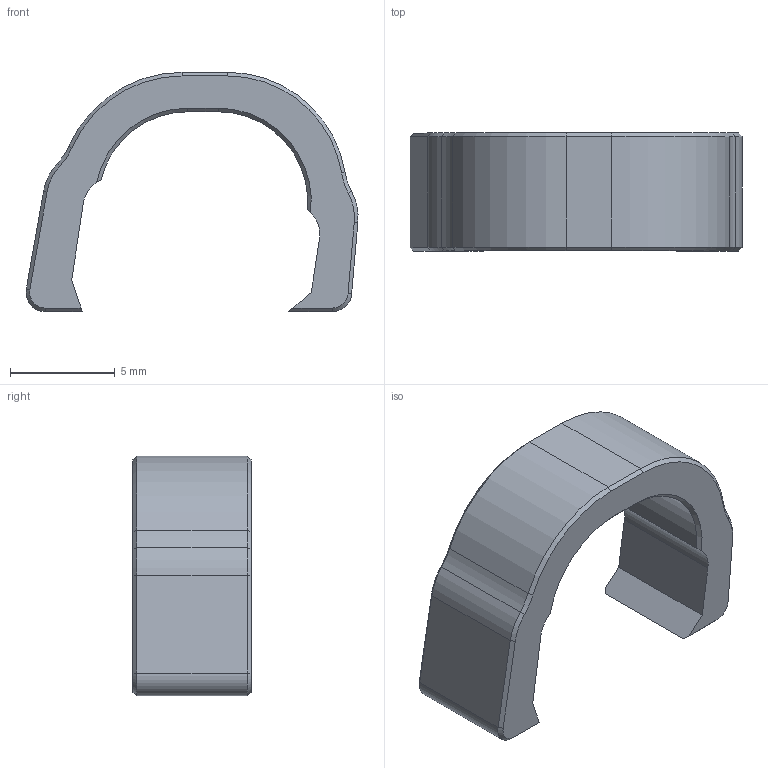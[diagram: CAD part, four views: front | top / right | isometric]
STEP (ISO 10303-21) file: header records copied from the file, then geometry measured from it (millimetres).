
FILE_DESCRIPTION(('HOOPS Exchange Step'),'2;1');
FILE_NAME('EyeLogo-SceneCameraDistancer.stp','2026-01-31T16:04:08+08:00',('xdlye'),('Unknown organisation'),'HOOPS Exchange 2025.8','HOOPS Exchange','Unknown authorisation');
FILE_SCHEMA( ('AP203_CONFIGURATION_CONTROLLED_3D_DESIGN_OF_MECHANICAL_PARTS_AND_ASSEMBLIES_MIM_LF') );
Length unit declared in the file: millimetre
Products named in the file (1): root
Bounding box: 15.85 x 5.64 x 11.43 mm (x, y, z)
Volume: 325.4 mm3; surface area: 464.1 mm2
Topology: 1 solids, 1 shells, 56 faces, 134 edges, 80 vertices
Faces by surface type: plane 24, cone 20, cylinder 12
Entity records: 1619 total; most frequent: DIRECTION 288, CARTESIAN_POINT 283, ORIENTED_EDGE 268, EDGE_CURVE 134, AXIS2_PLACEMENT_3D 101, VECTOR 86, LINE 86, VERTEX_POINT 80
